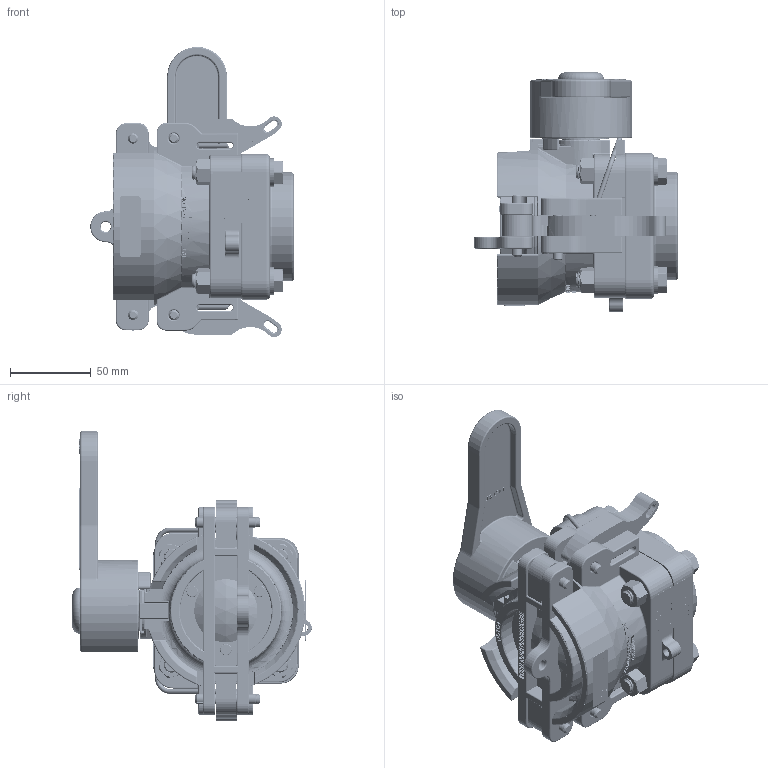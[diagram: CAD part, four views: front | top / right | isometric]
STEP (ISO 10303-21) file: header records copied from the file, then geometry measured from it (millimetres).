
FILE_DESCRIPTION(/* description */ ('1-1/2" FEMALE DRY MATE'),/* implementation_level */ '2;1');
FILE_NAME(/* name */ 'DM150D.stp',/* time_stamp */ '2022-09-28T08:11:01-04:00',/* author */ ('ALR'),/* organization */ (''),/* preprocessor_version */ 'ST-DEVELOPER v18.1',/* originating_system */ 'Autodesk Inventor 2022',/* authorisation */ '');
FILE_SCHEMA (('AUTOMOTIVE_DESIGN { 1 0 10303 214 3 1 1 }'));
Length unit declared in the file: inch
Products named in the file (38): DM150D; DM150DX; DM20254F; DM20254FY; DM20254FX; DM20294A; DB20258; VS20151; V20151; DB20255; DB20255M; DBX20255; DM20257; VX20257; V21204V; V20258A; V20010SS; V20018; V20019; DB20288; DB20281; DM20289; DM200KX; DM20153F; V20021; V20020; V20060; DB20002; VL1000; V20353C; DM200PL; DB20312P; DB20312AX; DB20311V; DB20314; DM20300; 200P; 050DECAL
Assembly tree (52 placements, depth 5):
  DM150D
    DM150DX
      DM20254F
        DM20254FY
          DM20254FX
      DM20294A
      DB20258
      VS20151
        V20151
      DB20255
        DB20255M
          DBX20255
      DM20257
        VX20257
      V21204V
      V20258A
      V20010SS  x4
      V20018  x4
      V20019  x4
      DB20288
      DB20281
      V20060  x2
      DM20289
      DM200KX  x2
      200P  x2
      DM20153F
      V20021
      V20020
    DB20002
    VL1000
    V20353C
    DM200PL
      DB20312P
        DB20312AX
      DB20311V
      DB20314
      DM20300  x2
      200P  x2
    050DECAL
Bounding box: 126.16 x 148.46 x 179.92 mm (x, y, z)
Volume: 756201.7 mm3; surface area: 258375.6 mm2
Topology: 44 solids, 44 shells, 6590 faces, 16631 edges, 10628 vertices
Faces by surface type: plane 3045, bspline 1672, cylinder 1046, cone 511, torus 244, sphere 72
Full cylindrical faces by diameter (mm): 3.048 x6, 3.175 x4, 4.978 x1, 5.08 x1, 6.325 x4, 6.35 x9, 6.502 x4, 7.112 x3, 7.144 x1, 8.915 x4, 9.525 x4, 10.414 x4, 10.668 x4, 18.898 x1, 18.923 x1, 19.05 x2, 19.304 x1, 21.844 x4, 23.812 x2, 24.13 x1, 25.4 x2, 25.527 x3, 26.162 x1, 34.544 x1, 36.957 x1, 38.1 x3, 39.776 x1, 41.046 x2, 43.942 x1, 44.856 x1
Entity records: 251367 total; most frequent: CARTESIAN_POINT 118893, ORIENTED_EDGE 29692, DIRECTION 21567, EDGE_CURVE 14846, VERTEX_POINT 9633, LINE 9093, VECTOR 9093, EDGE_LOOP 6377
